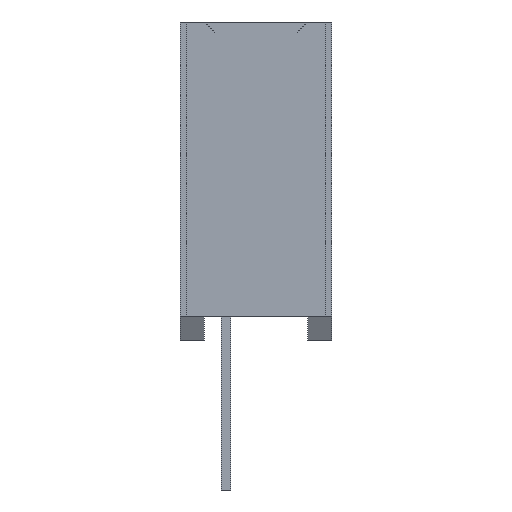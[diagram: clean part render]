
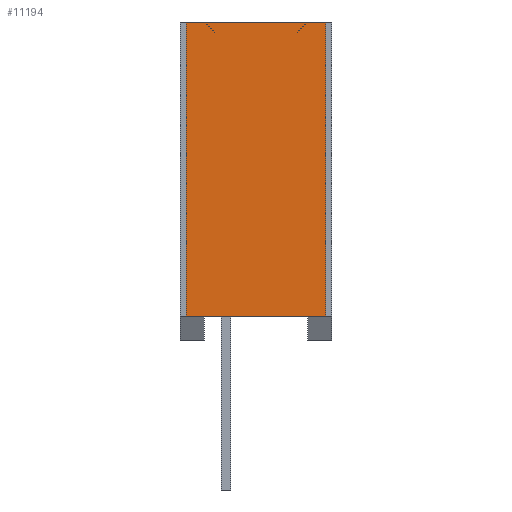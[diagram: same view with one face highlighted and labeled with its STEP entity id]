
A CAD part, left-side view. The second image highlights one B-rep face of the part: STEP entity #11194.
In plain terms, the highlighted planar face has unit normal (-1, 0, 0).
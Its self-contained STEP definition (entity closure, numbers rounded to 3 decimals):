
#2482=DIRECTION('',(0.,1.,0.));
#2483=VECTOR('',#2482,2.946);
#2484=CARTESIAN_POINT('',(-33.02,-1.473,0.));
#2485=LINE('',#2484,#2483);
#3350=DIRECTION('',(0.,0.,1.));
#3351=VECTOR('',#3350,6.223);
#3352=CARTESIAN_POINT('',(-33.02,1.473,-6.223));
#3353=LINE('',#3352,#3351);
#3354=DIRECTION('',(0.,0.,1.));
#3355=VECTOR('',#3354,6.223);
#3356=CARTESIAN_POINT('',(-33.02,-1.473,-6.223));
#3357=LINE('',#3356,#3355);
#3358=DIRECTION('',(0.,1.,0.));
#3359=VECTOR('',#3358,2.946);
#3360=CARTESIAN_POINT('',(-33.02,-1.473,-6.223));
#3361=LINE('',#3360,#3359);
#6030=CARTESIAN_POINT('',(-33.02,1.473,0.));
#6032=VERTEX_POINT('',#6030);
#6036=CARTESIAN_POINT('',(-33.02,-1.473,0.));
#6037=VERTEX_POINT('',#6036);
#6046=CARTESIAN_POINT('',(-33.02,1.473,-6.223));
#6048=VERTEX_POINT('',#6046);
#6052=CARTESIAN_POINT('',(-33.02,-1.473,-6.223));
#6053=VERTEX_POINT('',#6052);
#11182=CARTESIAN_POINT('',(-33.02,-1.6,-6.223));
#11183=DIRECTION('',(-1.,0.,0.));
#11184=DIRECTION('',(0.,0.,1.));
#11185=AXIS2_PLACEMENT_3D('',#11182,#11183,#11184);
#11186=PLANE('',#11185);
#11187=ORIENTED_EDGE('',*,*,#11175,.T.);
#11188=ORIENTED_EDGE('',*,*,#10630,.F.);
#11190=ORIENTED_EDGE('',*,*,#11189,.F.);
#11191=ORIENTED_EDGE('',*,*,#8336,.T.);
#11192=EDGE_LOOP('',(#11187,#11188,#11190,#11191));
#11193=FACE_OUTER_BOUND('',#11192,.F.);
#8336=EDGE_CURVE('',#6053,#6048,#3361,.T.);
#10630=EDGE_CURVE('',#6037,#6032,#2485,.T.);
#11175=EDGE_CURVE('',#6048,#6032,#3353,.T.);
#11189=EDGE_CURVE('',#6053,#6037,#3357,.T.);
#11194=ADVANCED_FACE('',(#11193),#11186,.T.);
